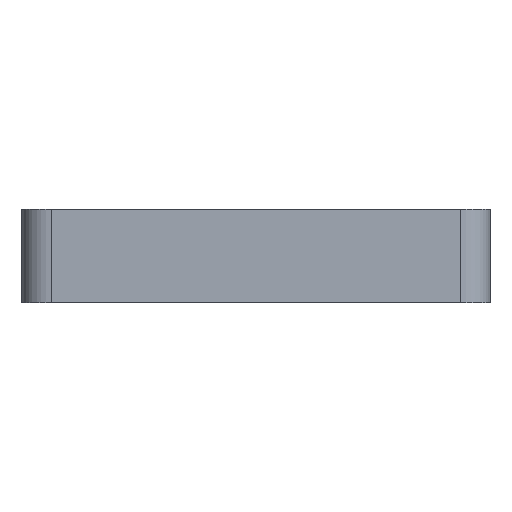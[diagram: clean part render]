
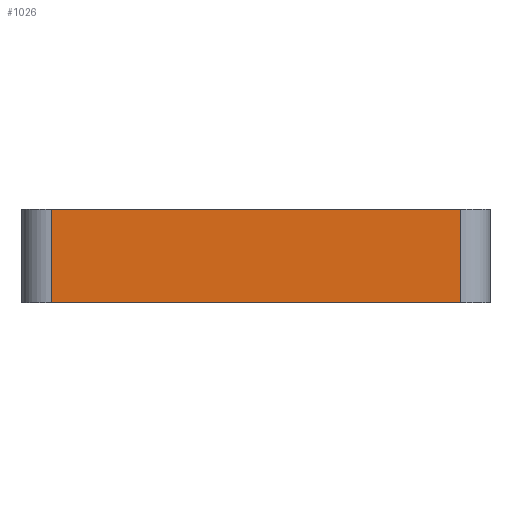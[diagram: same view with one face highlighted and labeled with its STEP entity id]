
A CAD part, front view. The second image highlights one B-rep face of the part: STEP entity #1026.
In plain terms, the highlighted planar face has unit normal (0, -1, 0).
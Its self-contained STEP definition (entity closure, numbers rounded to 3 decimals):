
#66=PLANE('',#1126);
#135=FACE_OUTER_BOUND('',#200,.T.);
#200=EDGE_LOOP('',(#822,#823,#824,#825));
#345=LINE('',#1654,#427);
#347=LINE('',#1660,#429);
#348=LINE('',#1662,#430);
#349=LINE('',#1663,#431);
#427=VECTOR('',#1323,10.);
#429=VECTOR('',#1329,10.);
#430=VECTOR('',#1330,10.);
#431=VECTOR('',#1331,10.);
#524=VERTEX_POINT('',#1651);
#525=VERTEX_POINT('',#1653);
#527=VERTEX_POINT('',#1659);
#528=VERTEX_POINT('',#1661);
#636=EDGE_CURVE('',#524,#525,#345,.T.);
#639=EDGE_CURVE('',#524,#527,#347,.T.);
#640=EDGE_CURVE('',#527,#528,#348,.T.);
#641=EDGE_CURVE('',#525,#528,#349,.T.);
#822=ORIENTED_EDGE('',*,*,#639,.T.);
#823=ORIENTED_EDGE('',*,*,#640,.T.);
#824=ORIENTED_EDGE('',*,*,#641,.F.);
#825=ORIENTED_EDGE('',*,*,#636,.F.);
#1026=ADVANCED_FACE('',(#135),#66,.T.);
#1126=AXIS2_PLACEMENT_3D('',#1658,#1327,#1328);
#1323=DIRECTION('',(0.,0.,1.));
#1327=DIRECTION('center_axis',(0.,-1.,0.));
#1328=DIRECTION('ref_axis',(1.,0.,0.));
#1329=DIRECTION('',(1.,0.,0.));
#1330=DIRECTION('',(0.,0.,1.));
#1331=DIRECTION('',(1.,0.,0.));
#1651=CARTESIAN_POINT('',(-35.,-25.75,4.));
#1653=CARTESIAN_POINT('',(-35.,-25.75,20.));
#1654=CARTESIAN_POINT('',(-35.,-25.75,0.));
#1658=CARTESIAN_POINT('Origin',(-35.,-25.75,0.));
#1659=CARTESIAN_POINT('',(35.,-25.75,4.));
#1660=CARTESIAN_POINT('',(-17.5,-25.75,4.));
#1661=CARTESIAN_POINT('',(35.,-25.75,20.));
#1662=CARTESIAN_POINT('',(35.,-25.75,0.));
#1663=CARTESIAN_POINT('',(35.,-25.75,20.));
